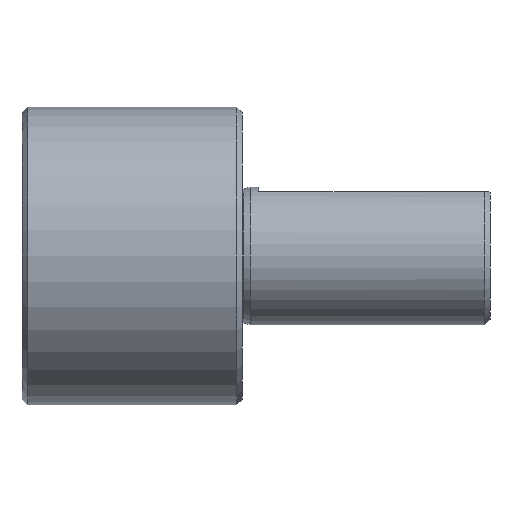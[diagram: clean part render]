
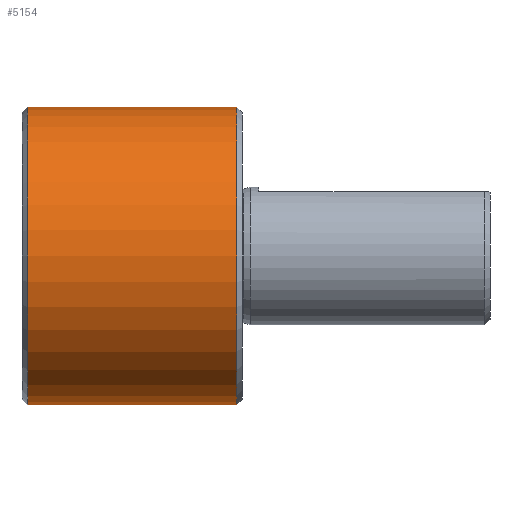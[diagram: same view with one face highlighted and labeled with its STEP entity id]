
A CAD part, front view. The second image highlights one B-rep face of the part: STEP entity #5154.
In plain terms, the highlighted cylindrical face has radius 27 mm (diameter 54 mm), a full revolution.
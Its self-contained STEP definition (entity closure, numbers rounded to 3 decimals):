
#20 = FACE_OUTER_BOUND ( 'NONE', #2441, .T. ) ;
#699 = CARTESIAN_POINT ( 'NONE',  ( -33.612, -3.104, 85.1 ) ) ;
#1356 = EDGE_LOOP ( 'NONE', ( #5810 ) ) ;
#2333 = FACE_OUTER_BOUND ( 'NONE', #1356, .T. ) ;
#2354 = CARTESIAN_POINT ( 'NONE',  ( 4.388, -3.104, 85.1 ) ) ;
#2441 = EDGE_LOOP ( 'NONE', ( #8370 ) ) ;
#2750 = AXIS2_PLACEMENT_3D ( 'NONE', #2354, #3139, #5430 ) ;
#3139 = DIRECTION ( 'NONE',  ( -1., 0., 0. ) ) ;
#3182 = DIRECTION ( 'NONE',  ( -1., 0., 0. ) ) ;
#3274 = AXIS2_PLACEMENT_3D ( 'NONE', #10791, #3182, #7614 ) ;
#3784 = VERTEX_POINT ( 'NONE', #3927 ) ;
#3927 = CARTESIAN_POINT ( 'NONE',  ( -33.612, -30.104, 85.1 ) ) ;
#4478 = AXIS2_PLACEMENT_3D ( 'NONE', #699, #13679, #8308 ) ;
#5154 = ADVANCED_FACE ( 'NONE', ( #2333, #20 ), #13006, .T. ) ;
#5430 = DIRECTION ( 'NONE',  ( 0., -1., 0. ) ) ;
#5810 = ORIENTED_EDGE ( 'NONE', *, *, #12675, .F. ) ;
#7246 = EDGE_CURVE ( 'NONE', #13590, #13590, #7530, .T. ) ;
#7530 = CIRCLE ( 'NONE', #2750, 27. ) ;
#7614 = DIRECTION ( 'NONE',  ( 0., -1., 0. ) ) ;
#8308 = DIRECTION ( 'NONE',  ( 0., -1., 0. ) ) ;
#8370 = ORIENTED_EDGE ( 'NONE', *, *, #7246, .T. ) ;
#9458 = CARTESIAN_POINT ( 'NONE',  ( 4.388, -30.104, 85.1 ) ) ;
#9921 = CIRCLE ( 'NONE', #4478, 27. ) ;
#10791 = CARTESIAN_POINT ( 'NONE',  ( -34.612, -3.104, 85.1 ) ) ;
#12675 = EDGE_CURVE ( 'NONE', #3784, #3784, #9921, .T. ) ;
#13006 = CYLINDRICAL_SURFACE ( 'NONE', #3274, 27. ) ;
#13590 = VERTEX_POINT ( 'NONE', #9458 ) ;
#13679 = DIRECTION ( 'NONE',  ( -1., 0., 0. ) ) ;
